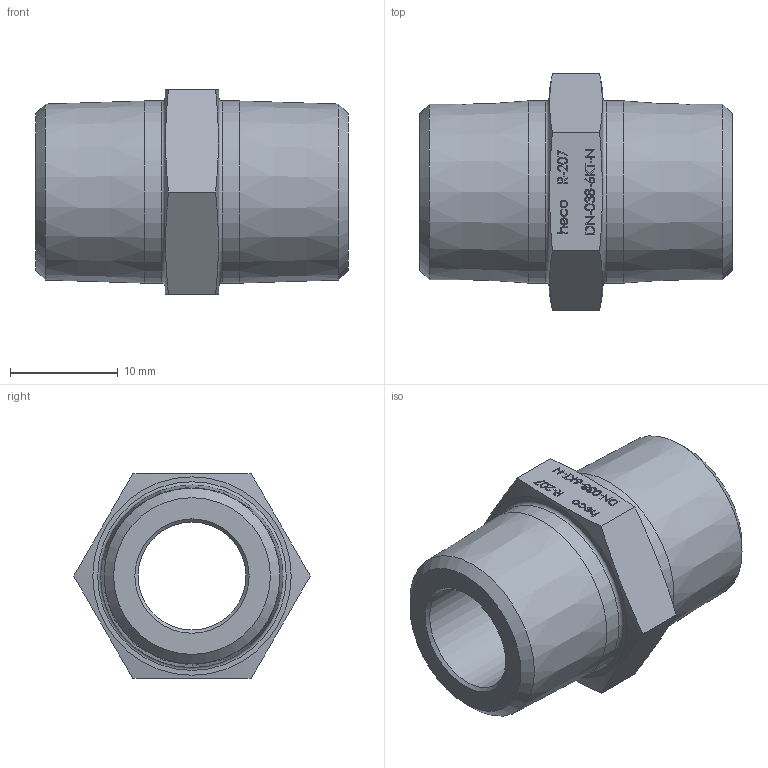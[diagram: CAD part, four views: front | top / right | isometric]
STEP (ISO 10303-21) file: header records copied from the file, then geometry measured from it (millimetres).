
FILE_DESCRIPTION (( 'STEP AP214' ), '1' );
FILE_NAME ('DN-038-6KT-N R-207 2010.STEP', '2020-11-02T11:43:30', ( '' ), ( '' ), 'SwSTEP 2.0', 'SolidWorks 2019', '' );
FILE_SCHEMA (( 'AUTOMOTIVE_DESIGN' ));
Length unit declared in the file: millimetre
Products named in the file (1): DN-038-6KT-N R-207 2010
Bounding box: 29 x 21.94 x 19.01 mm (x, y, z)
Volume: 4449.3 mm3; surface area: 2836.2 mm2
Topology: 1 solids, 1 shells, 267 faces, 695 edges, 462 vertices
Faces by surface type: plane 143, bspline 111, cone 8, cylinder 3, torus 2
Full cylindrical faces by diameter (mm): 10 x1, 16.891 x2
Entity records: 16871 total; most frequent: CARTESIAN_POINT 8555, ORIENTED_EDGE 1352, DIRECTION 772, EDGE_CURVE 676, VERTEX_POINT 456, VECTOR 426, LINE 426, EDGE_LOOP 314
